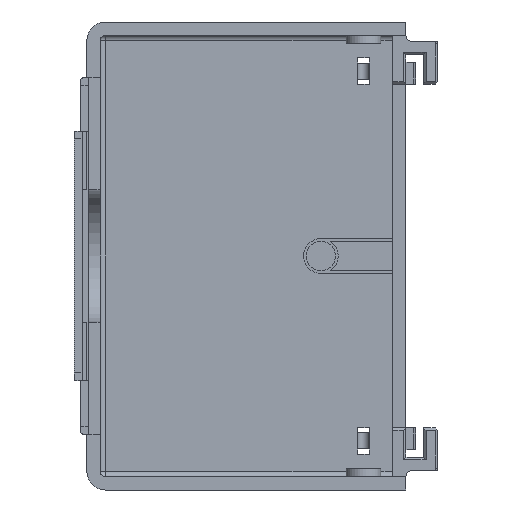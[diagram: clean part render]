
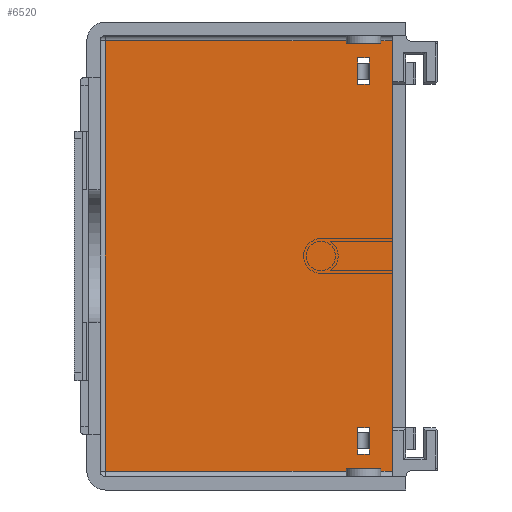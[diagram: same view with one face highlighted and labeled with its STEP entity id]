
A CAD part, front view. The second image highlights one B-rep face of the part: STEP entity #6520.
In plain terms, the highlighted planar face has unit normal (0, -1, 0).
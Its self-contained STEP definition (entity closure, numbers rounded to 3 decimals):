
#914=DIRECTION('',(1.,0.,0.));
#915=VECTOR('',#914,2.25);
#916=CARTESIAN_POINT('',(-116.791,16.481,-40.5));
#917=LINE('',#916,#915);
#928=DIRECTION('',(0.,0.,1.));
#929=VECTOR('',#928,0.5);
#930=CARTESIAN_POINT('',(-116.791,16.481,40.));
#931=LINE('',#930,#929);
#935=DIRECTION('',(0.,0.,-1.));
#936=VECTOR('',#935,81.);
#937=CARTESIAN_POINT('',(-114.541,16.481,40.5));
#938=LINE('',#937,#936);
#942=DIRECTION('',(0.,0.,1.));
#943=VECTOR('',#942,0.5);
#944=CARTESIAN_POINT('',(-116.791,16.481,-40.5));
#945=LINE('',#944,#943);
#949=DIRECTION('',(-1.,0.,0.));
#950=VECTOR('',#949,6.5);
#951=CARTESIAN_POINT('',(-116.791,16.481,-40.));
#952=LINE('',#951,#950);
#956=DIRECTION('',(0.,0.,-1.));
#957=VECTOR('',#956,0.5);
#958=CARTESIAN_POINT('',(-123.291,16.481,-40.));
#959=LINE('',#958,#957);
#963=DIRECTION('',(0.,0.,-1.));
#964=VECTOR('',#963,0.5);
#965=CARTESIAN_POINT('',(-123.291,16.481,40.5));
#966=LINE('',#965,#964);
#970=DIRECTION('',(1.,0.,0.));
#971=VECTOR('',#970,6.5);
#972=CARTESIAN_POINT('',(-123.291,16.481,40.));
#973=LINE('',#972,#971);
#977=DIRECTION('',(1.,0.,0.));
#978=VECTOR('',#977,2.2);
#979=CARTESIAN_POINT('',(-121.141,16.481,32.25));
#980=LINE('',#979,#978);
#984=DIRECTION('',(0.,0.,1.));
#985=VECTOR('',#984,5.);
#986=CARTESIAN_POINT('',(-118.941,16.481,32.25));
#987=LINE('',#986,#985);
#991=DIRECTION('',(-1.,0.,0.));
#992=VECTOR('',#991,2.2);
#993=CARTESIAN_POINT('',(-118.941,16.481,37.25));
#994=LINE('',#993,#992);
#998=DIRECTION('',(0.,0.,-1.));
#999=VECTOR('',#998,5.);
#1000=CARTESIAN_POINT('',(-121.141,16.481,37.25));
#1001=LINE('',#1000,#999);
#1005=DIRECTION('',(1.,0.,0.));
#1006=VECTOR('',#1005,2.2);
#1007=CARTESIAN_POINT('',(-121.141,16.481,-37.25));
#1008=LINE('',#1007,#1006);
#1012=DIRECTION('',(0.,0.,1.));
#1013=VECTOR('',#1012,5.);
#1014=CARTESIAN_POINT('',(-118.941,16.481,-37.25));
#1015=LINE('',#1014,#1013);
#1019=DIRECTION('',(-1.,0.,0.));
#1020=VECTOR('',#1019,2.2);
#1021=CARTESIAN_POINT('',(-118.941,16.481,-32.25));
#1022=LINE('',#1021,#1020);
#1026=DIRECTION('',(0.,0.,-1.));
#1027=VECTOR('',#1026,5.);
#1028=CARTESIAN_POINT('',(-121.141,16.481,-32.25));
#1029=LINE('',#1028,#1027);
#1040=DIRECTION('',(-1.,0.,0.));
#1041=VECTOR('',#1040,2.25);
#1042=CARTESIAN_POINT('',(-114.541,16.481,40.5));
#1043=LINE('',#1042,#1041);
#1888=DIRECTION('',(-1.,0.,0.));
#1889=VECTOR('',#1888,45.25);
#1890=CARTESIAN_POINT('',(-123.291,16.481,40.5));
#1891=LINE('',#1890,#1889);
#1902=DIRECTION('',(0.,0.,-1.));
#1903=VECTOR('',#1902,81.);
#1904=CARTESIAN_POINT('',(-168.541,16.481,40.5));
#1905=LINE('',#1904,#1903);
#1947=DIRECTION('',(1.,0.,0.));
#1948=VECTOR('',#1947,45.25);
#1949=CARTESIAN_POINT('',(-168.541,16.481,-40.5));
#1950=LINE('',#1949,#1948);
#4934=CARTESIAN_POINT('',(-116.791,16.481,40.5));
#4935=VERTEX_POINT('',#4934);
#4936=CARTESIAN_POINT('',(-116.791,16.481,40.));
#4937=VERTEX_POINT('',#4936);
#5057=CARTESIAN_POINT('',(-116.791,16.481,-40.));
#5058=VERTEX_POINT('',#5057);
#5059=CARTESIAN_POINT('',(-116.791,16.481,-40.5));
#5060=VERTEX_POINT('',#5059);
#5101=CARTESIAN_POINT('',(-114.541,16.481,-40.5));
#5102=VERTEX_POINT('',#5101);
#5103=CARTESIAN_POINT('',(-114.541,16.481,40.5));
#5104=VERTEX_POINT('',#5103);
#5105=CARTESIAN_POINT('',(-123.291,16.481,-40.));
#5106=VERTEX_POINT('',#5105);
#5107=CARTESIAN_POINT('',(-123.291,16.481,-40.5));
#5108=VERTEX_POINT('',#5107);
#5109=CARTESIAN_POINT('',(-168.541,16.481,-40.5));
#5110=VERTEX_POINT('',#5109);
#5111=CARTESIAN_POINT('',(-168.541,16.481,40.5));
#5112=VERTEX_POINT('',#5111);
#5113=CARTESIAN_POINT('',(-123.291,16.481,40.5));
#5114=VERTEX_POINT('',#5113);
#5115=CARTESIAN_POINT('',(-123.291,16.481,40.));
#5116=VERTEX_POINT('',#5115);
#5117=CARTESIAN_POINT('',(-121.141,16.481,32.25));
#5118=CARTESIAN_POINT('',(-118.941,16.481,32.25));
#5119=VERTEX_POINT('',#5117);
#5120=VERTEX_POINT('',#5118);
#5121=CARTESIAN_POINT('',(-118.941,16.481,37.25));
#5122=VERTEX_POINT('',#5121);
#5123=CARTESIAN_POINT('',(-121.141,16.481,37.25));
#5124=VERTEX_POINT('',#5123);
#5125=CARTESIAN_POINT('',(-121.141,16.481,-37.25));
#5126=CARTESIAN_POINT('',(-118.941,16.481,-37.25));
#5127=VERTEX_POINT('',#5125);
#5128=VERTEX_POINT('',#5126);
#5129=CARTESIAN_POINT('',(-118.941,16.481,-32.25));
#5130=VERTEX_POINT('',#5129);
#5131=CARTESIAN_POINT('',(-121.141,16.481,-32.25));
#5132=VERTEX_POINT('',#5131);
#6472=CARTESIAN_POINT('',(-141.541,16.481,0.));
#6473=DIRECTION('',(0.,1.,0.));
#6474=DIRECTION('',(0.,0.,-1.));
#6475=AXIS2_PLACEMENT_3D('',#6472,#6473,#6474);
#6476=PLANE('',#6475);
#6477=ORIENTED_EDGE('',*,*,#5818,.T.);
#6479=ORIENTED_EDGE('',*,*,#6478,.F.);
#6481=ORIENTED_EDGE('',*,*,#6480,.T.);
#6482=ORIENTED_EDGE('',*,*,#6457,.F.);
#6483=ORIENTED_EDGE('',*,*,#6256,.T.);
#6485=ORIENTED_EDGE('',*,*,#6484,.T.);
#6487=ORIENTED_EDGE('',*,*,#6486,.T.);
#6489=ORIENTED_EDGE('',*,*,#6488,.F.);
#6491=ORIENTED_EDGE('',*,*,#6490,.F.);
#6493=ORIENTED_EDGE('',*,*,#6492,.F.);
#6495=ORIENTED_EDGE('',*,*,#6494,.T.);
#6497=ORIENTED_EDGE('',*,*,#6496,.T.);
#6498=EDGE_LOOP('',(#6477,#6479,#6481,#6482,#6483,#6485,#6487,#6489,#6491,#6493,
#6495,#6497));
#6499=FACE_OUTER_BOUND('',#6498,.F.);
#6501=ORIENTED_EDGE('',*,*,#6500,.T.);
#6503=ORIENTED_EDGE('',*,*,#6502,.T.);
#6505=ORIENTED_EDGE('',*,*,#6504,.T.);
#6507=ORIENTED_EDGE('',*,*,#6506,.T.);
#6508=EDGE_LOOP('',(#6501,#6503,#6505,#6507));
#6509=FACE_BOUND('',#6508,.F.);
#6511=ORIENTED_EDGE('',*,*,#6510,.T.);
#6513=ORIENTED_EDGE('',*,*,#6512,.T.);
#6515=ORIENTED_EDGE('',*,*,#6514,.T.);
#6517=ORIENTED_EDGE('',*,*,#6516,.T.);
#6518=EDGE_LOOP('',(#6511,#6513,#6515,#6517));
#6519=FACE_BOUND('',#6518,.F.);
#5818=EDGE_CURVE('',#4937,#4935,#931,.T.);
#6256=EDGE_CURVE('',#5060,#5058,#945,.T.);
#6457=EDGE_CURVE('',#5060,#5102,#917,.T.);
#6478=EDGE_CURVE('',#5104,#4935,#1043,.T.);
#6480=EDGE_CURVE('',#5104,#5102,#938,.T.);
#6484=EDGE_CURVE('',#5058,#5106,#952,.T.);
#6486=EDGE_CURVE('',#5106,#5108,#959,.T.);
#6488=EDGE_CURVE('',#5110,#5108,#1950,.T.);
#6490=EDGE_CURVE('',#5112,#5110,#1905,.T.);
#6492=EDGE_CURVE('',#5114,#5112,#1891,.T.);
#6494=EDGE_CURVE('',#5114,#5116,#966,.T.);
#6496=EDGE_CURVE('',#5116,#4937,#973,.T.);
#6500=EDGE_CURVE('',#5119,#5120,#980,.T.);
#6502=EDGE_CURVE('',#5120,#5122,#987,.T.);
#6504=EDGE_CURVE('',#5122,#5124,#994,.T.);
#6506=EDGE_CURVE('',#5124,#5119,#1001,.T.);
#6510=EDGE_CURVE('',#5127,#5128,#1008,.T.);
#6512=EDGE_CURVE('',#5128,#5130,#1015,.T.);
#6514=EDGE_CURVE('',#5130,#5132,#1022,.T.);
#6516=EDGE_CURVE('',#5132,#5127,#1029,.T.);
#6520=ADVANCED_FACE('',(#6499,#6509,#6519),#6476,.F.);
